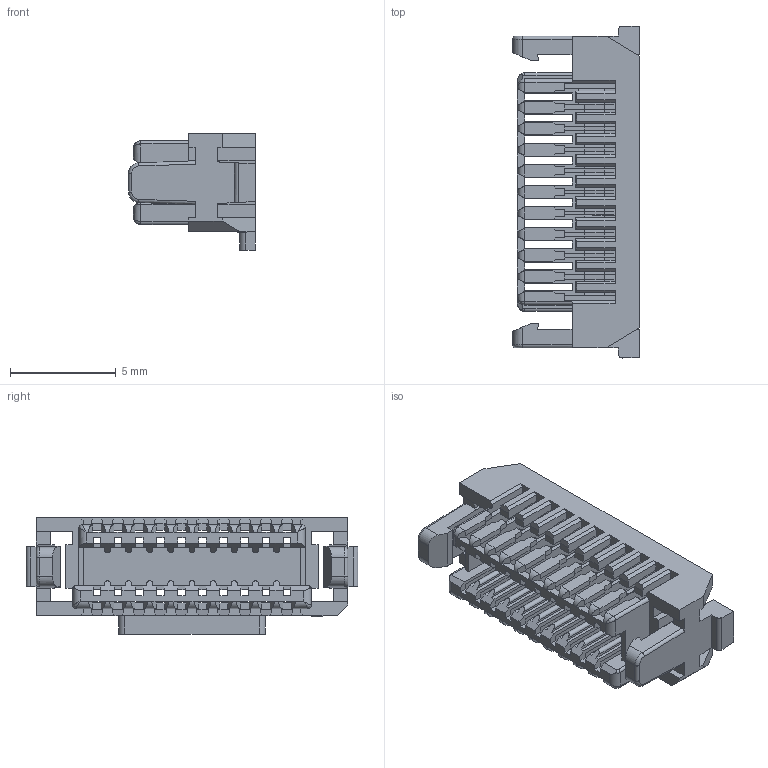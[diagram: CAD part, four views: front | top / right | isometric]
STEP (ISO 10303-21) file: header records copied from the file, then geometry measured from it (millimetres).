
FILE_DESCRIPTION (( 'STEP AP214' ), '1' );
FILE_NAME ('FHG10008-D20M2WHB.STEP', '2025-11-21T02:29:10', ( '' ), ( '' ), 'SwSTEP 2.0', 'SolidWorks 2021', '' );
FILE_SCHEMA (( 'AUTOMOTIVE_DESIGN' ));
Length unit declared in the file: millimetre
Products named in the file (1): FHG10008-D20M2WHB
Bounding box: 6 x 15.71 x 5.51 mm (x, y, z)
Volume: 161.5 mm3; surface area: 858.4 mm2
Topology: 1 solids, 1 shells, 995 faces, 2940 edges, 1884 vertices
Faces by surface type: plane 921, cylinder 64, torus 6, bspline 4
Entity records: 33174 total; most frequent: CARTESIAN_POINT 6804, ORIENTED_EDGE 5880, DIRECTION 4896, EDGE_CURVE 2940, LINE 2800, VECTOR 2800, VERTEX_POINT 1884, AXIS2_PLACEMENT_3D 1048
